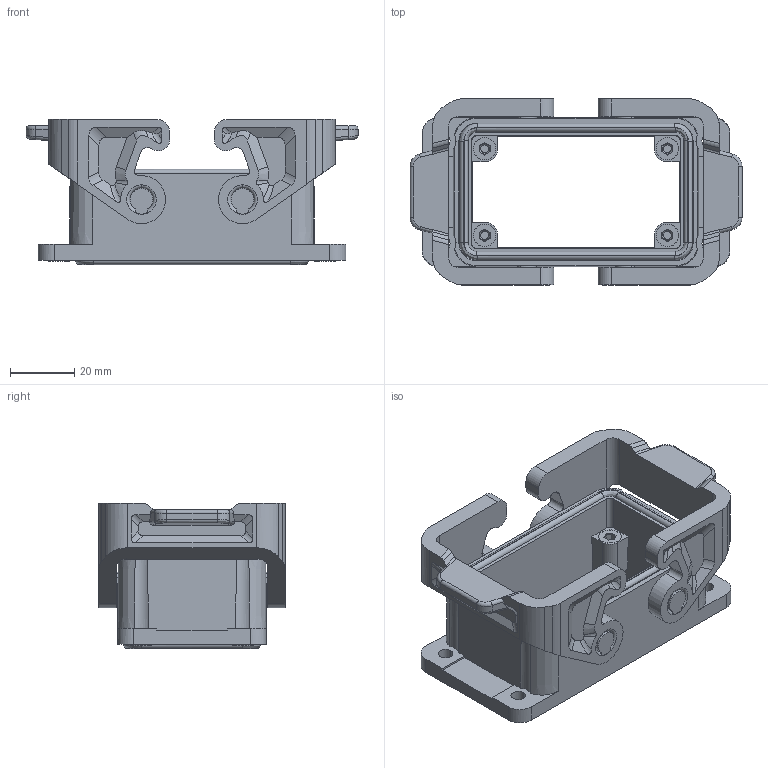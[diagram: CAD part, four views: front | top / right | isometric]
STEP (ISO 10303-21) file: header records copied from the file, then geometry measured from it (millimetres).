
FILE_DESCRIPTION(('Creo Elements/Direct Modeling STEP Export'),'2;1');
FILE_NAME('0ln7uvk5tn71uc32880','2023-11-14T14:07:51',(''),(''),'Creo Elements/Direct Modeling STEP processor for AP214 (Solid Model)','Creo Elements/Direct Modeling 20.1B 02-Apr-2019 (C) Parametric Technology GmbH','');
FILE_SCHEMA(('AUTOMOTIVE_DESIGN { 1 0 10303 214 1 1 1 1 }'));
Products named in the file (2): TCHI 10
Assembly tree (1 placements, depth 2):
  TCHI 10
    TCHI 10
Bounding box: 103.5 x 58 x 45.25 mm (x, y, z)
Volume: 64343.2 mm3; surface area: 34347.5 mm2
Topology: 1 solids, 6 shells, 681 faces, 1855 edges, 1178 vertices
Faces by surface type: plane 300, cylinder 213, cone 72, bspline 66, torus 30
Entity records: 41937 total; most frequent: CARTESIAN_POINT 20567, ORIENTED_EDGE 3710, DIRECTION 2849, EDGE_CURVE 1855, VERTEX_POINT 1178, AXIS2_PLACEMENT_3D 997, VECTOR 855, LINE 855
